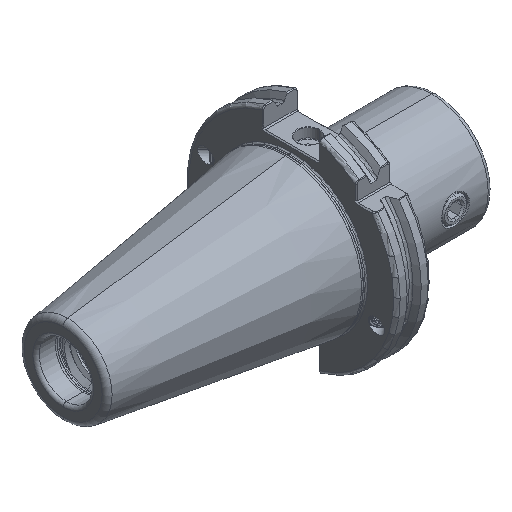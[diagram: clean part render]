
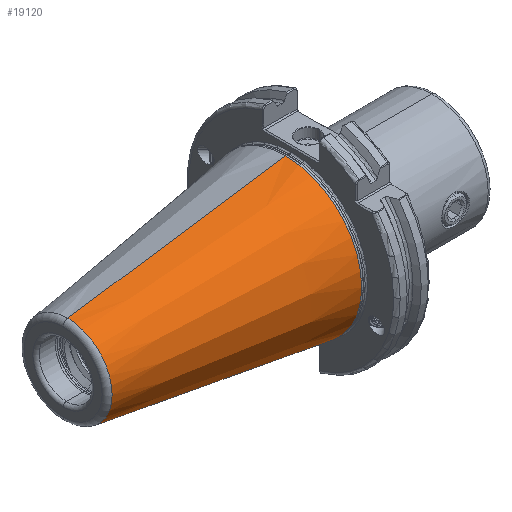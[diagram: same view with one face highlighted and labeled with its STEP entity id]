
A CAD part, isometric view. The second image highlights one B-rep face of the part: STEP entity #19120.
In plain terms, the highlighted conical face has half-angle 8.297 degrees and reference radius 35.392 mm.
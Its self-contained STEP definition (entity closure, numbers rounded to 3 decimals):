
#244 = CARTESIAN_POINT ( 'NONE',  ( -102.811, 0., 20.399 ) ) ;
#272 = CARTESIAN_POINT ( 'NONE',  ( -102.811, 0., -20.399 ) ) ;
#284 = CARTESIAN_POINT ( 'NONE',  ( -2.5, 0., -35.027 ) ) ;
#294 = CARTESIAN_POINT ( 'NONE',  ( -2.5, 0., 35.027 ) ) ;
#310 = CARTESIAN_POINT ( 'NONE',  ( -2.5, -35.027, 0. ) ) ;
#1150 = EDGE_CURVE ( 'NONE', #32304, #32324, #36572, .T. ) ;
#1152 = EDGE_CURVE ( 'NONE', #32311, #32331, #36561, .T. ) ;
#1153 = EDGE_CURVE ( 'NONE', #32324, #32320, #36555, .T. ) ;
#2117 = FACE_OUTER_BOUND ( 'NONE', #2908, .T. ) ;
#2183 = CONICAL_SURFACE ( 'NONE', #19987, 35.392, 0.145 ) ;
#2908 = EDGE_LOOP ( 'NONE', ( #8077, #8051, #8049, #8072, #8137 ) ) ;
#8049 = ORIENTED_EDGE ( 'NONE', *, *, #1152, .T. ) ;
#8051 = ORIENTED_EDGE ( 'NONE', *, *, #19540, .T. ) ;
#8072 = ORIENTED_EDGE ( 'NONE', *, *, #19557, .F. ) ;
#8077 = ORIENTED_EDGE ( 'NONE', *, *, #1150, .F. ) ;
#8137 = ORIENTED_EDGE ( 'NONE', *, *, #1153, .F. ) ;
#19120 = ADVANCED_FACE ( 'NONE', ( #2117 ), #2183, .T. ) ;
#19177 = AXIS2_PLACEMENT_3D ( 'NONE', #29808, #29802, #29782 ) ;
#19180 = AXIS2_PLACEMENT_3D ( 'NONE', #37661, #37608, #37628 ) ;
#19540 = EDGE_CURVE ( 'NONE', #32304, #32311, #34950, .T. ) ;
#19557 = EDGE_CURVE ( 'NONE', #32320, #32331, #34930, .T. ) ;
#19635 = AXIS2_PLACEMENT_3D ( 'NONE', #34613, #34596, #34620 ) ;
#19987 = AXIS2_PLACEMENT_3D ( 'NONE', #25017, #24985, #25014 ) ;
#24985 = DIRECTION ( 'NONE',  ( 1., 0., 0. ) ) ;
#25014 = DIRECTION ( 'NONE',  ( 0., 0., -1. ) ) ;
#25017 = CARTESIAN_POINT ( 'NONE',  ( 0., 0., 0. ) ) ;
#29782 = DIRECTION ( 'NONE',  ( 0., 0., 1. ) ) ;
#29802 = DIRECTION ( 'NONE',  ( 1., 0., 0. ) ) ;
#29808 = CARTESIAN_POINT ( 'NONE',  ( -102.811, 0., 0. ) ) ;
#32304 = VERTEX_POINT ( 'NONE', #244 ) ;
#32311 = VERTEX_POINT ( 'NONE', #272 ) ;
#32320 = VERTEX_POINT ( 'NONE', #310 ) ;
#32324 = VERTEX_POINT ( 'NONE', #294 ) ;
#32331 = VERTEX_POINT ( 'NONE', #284 ) ;
#34548 = CARTESIAN_POINT ( 'NONE',  ( 0., 0., 35.392 ) ) ;
#34564 = DIRECTION ( 'NONE',  ( 0.99, 0., 0.144 ) ) ;
#34580 = CARTESIAN_POINT ( 'NONE',  ( 0., 0., -35.392 ) ) ;
#34595 = DIRECTION ( 'NONE',  ( 0.99, 0., -0.144 ) ) ;
#34596 = DIRECTION ( 'NONE',  ( 1., 0., 0. ) ) ;
#34613 = CARTESIAN_POINT ( 'NONE',  ( -2.5, 0., 0. ) ) ;
#34620 = DIRECTION ( 'NONE',  ( 0., 1., 0. ) ) ;
#34930 = CIRCLE ( 'NONE', #19180, 35.027 ) ;
#34950 = CIRCLE ( 'NONE', #19177, 20.399 ) ;
#36550 = VECTOR ( 'NONE', #34595, 1000. ) ;
#36555 = CIRCLE ( 'NONE', #19635, 35.027 ) ;
#36561 = LINE ( 'NONE', #34580, #36550 ) ;
#36572 = LINE ( 'NONE', #34548, #36597 ) ;
#36597 = VECTOR ( 'NONE', #34564, 1000. ) ;
#37608 = DIRECTION ( 'NONE',  ( 1., 0., 0. ) ) ;
#37628 = DIRECTION ( 'NONE',  ( 0., 1., 0. ) ) ;
#37661 = CARTESIAN_POINT ( 'NONE',  ( -2.5, 0., 0. ) ) ;
